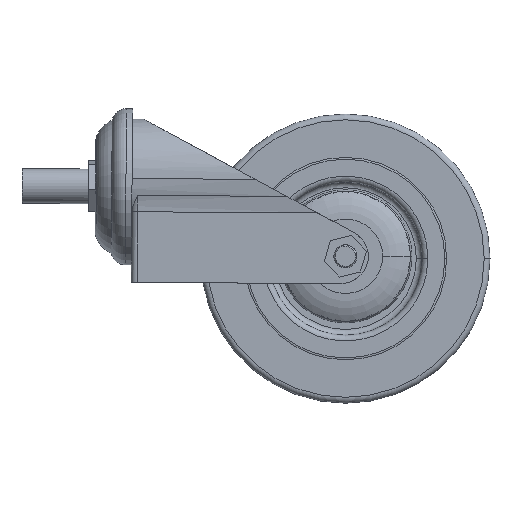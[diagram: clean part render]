
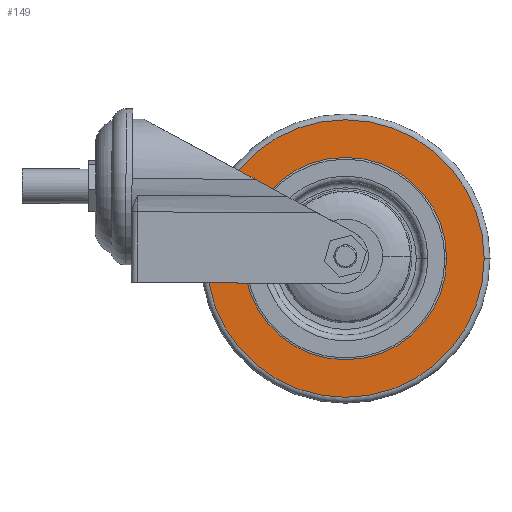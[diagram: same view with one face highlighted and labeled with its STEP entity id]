
A CAD part, top view. The second image highlights one B-rep face of the part: STEP entity #149.
In plain terms, the highlighted planar face has unit normal (0, 0, 1).
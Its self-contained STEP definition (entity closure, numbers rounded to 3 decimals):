
#106 = CIRCLE ( 'NONE', #4176, 35. ) ;
#146 = ORIENTED_EDGE ( 'NONE', *, *, #2517, .T. ) ;
#149 = ADVANCED_FACE ( 'NONE', ( #2802, #4804 ), #4988, .T. ) ;
#677 = DIRECTION ( 'NONE',  ( 0., 0., -1. ) ) ;
#871 = DIRECTION ( 'NONE',  ( 0., 0., -1. ) ) ;
#989 = VERTEX_POINT ( 'NONE', #2446 ) ;
#1018 = VERTEX_POINT ( 'NONE', #1193 ) ;
#1126 = CIRCLE ( 'NONE', #2956, 48. ) ;
#1193 = CARTESIAN_POINT ( 'NONE',  ( 25.875, 15.113, 25. ) ) ;
#1513 = DIRECTION ( 'NONE',  ( 0., 0., 1. ) ) ;
#1520 = CIRCLE ( 'NONE', #2157, 48. ) ;
#1781 = EDGE_CURVE ( 'NONE', #4760, #4024, #4822, .T. ) ;
#1859 = CARTESIAN_POINT ( 'NONE',  ( -57.125, 15.113, 25. ) ) ;
#1863 = ORIENTED_EDGE ( 'NONE', *, *, #2944, .T. ) ;
#1903 = DIRECTION ( 'NONE',  ( 0., 0., 1. ) ) ;
#1976 = EDGE_LOOP ( 'NONE', ( #1863, #146 ) ) ;
#1981 = DIRECTION ( 'NONE',  ( 0., 0., 1. ) ) ;
#2116 = AXIS2_PLACEMENT_3D ( 'NONE', #3435, #871, #3870 ) ;
#2157 = AXIS2_PLACEMENT_3D ( 'NONE', #4458, #1903, #4913 ) ;
#2446 = CARTESIAN_POINT ( 'NONE',  ( -70.125, 15.113, 25. ) ) ;
#2517 = EDGE_CURVE ( 'NONE', #989, #1018, #1126, .T. ) ;
#2802 = FACE_OUTER_BOUND ( 'NONE', #1976, .T. ) ;
#2944 = EDGE_CURVE ( 'NONE', #1018, #989, #1520, .T. ) ;
#2956 = AXIS2_PLACEMENT_3D ( 'NONE', #4057, #1513, #4489 ) ;
#3004 = EDGE_CURVE ( 'NONE', #4024, #4760, #106, .T. ) ;
#3234 = CARTESIAN_POINT ( 'NONE',  ( -22.125, 15.113, 25. ) ) ;
#3435 = CARTESIAN_POINT ( 'NONE',  ( -22.125, 15.113, 25. ) ) ;
#3671 = DIRECTION ( 'NONE',  ( 1., 0., 0. ) ) ;
#3849 = ORIENTED_EDGE ( 'NONE', *, *, #3004, .T. ) ;
#3870 = DIRECTION ( 'NONE',  ( 1., 0., 0. ) ) ;
#4024 = VERTEX_POINT ( 'NONE', #1859 ) ;
#4057 = CARTESIAN_POINT ( 'NONE',  ( -22.125, 15.113, 25. ) ) ;
#4176 = AXIS2_PLACEMENT_3D ( 'NONE', #3234, #677, #3671 ) ;
#4458 = CARTESIAN_POINT ( 'NONE',  ( -22.125, 15.113, 25. ) ) ;
#4489 = DIRECTION ( 'NONE',  ( 1., 0., 0. ) ) ;
#4532 = CARTESIAN_POINT ( 'NONE',  ( -22.125, 15.113, 25. ) ) ;
#4580 = ORIENTED_EDGE ( 'NONE', *, *, #1781, .T. ) ;
#4760 = VERTEX_POINT ( 'NONE', #5363 ) ;
#4804 = FACE_BOUND ( 'NONE', #4938, .T. ) ;
#4822 = CIRCLE ( 'NONE', #2116, 35. ) ;
#4913 = DIRECTION ( 'NONE',  ( 1., 0., 0. ) ) ;
#4938 = EDGE_LOOP ( 'NONE', ( #4580, #3849 ) ) ;
#4984 = DIRECTION ( 'NONE',  ( 1., 0., 0. ) ) ;
#4988 = PLANE ( 'NONE',  #5480 ) ;
#5363 = CARTESIAN_POINT ( 'NONE',  ( 12.875, 15.113, 25. ) ) ;
#5480 = AXIS2_PLACEMENT_3D ( 'NONE', #4532, #1981, #4984 ) ;
